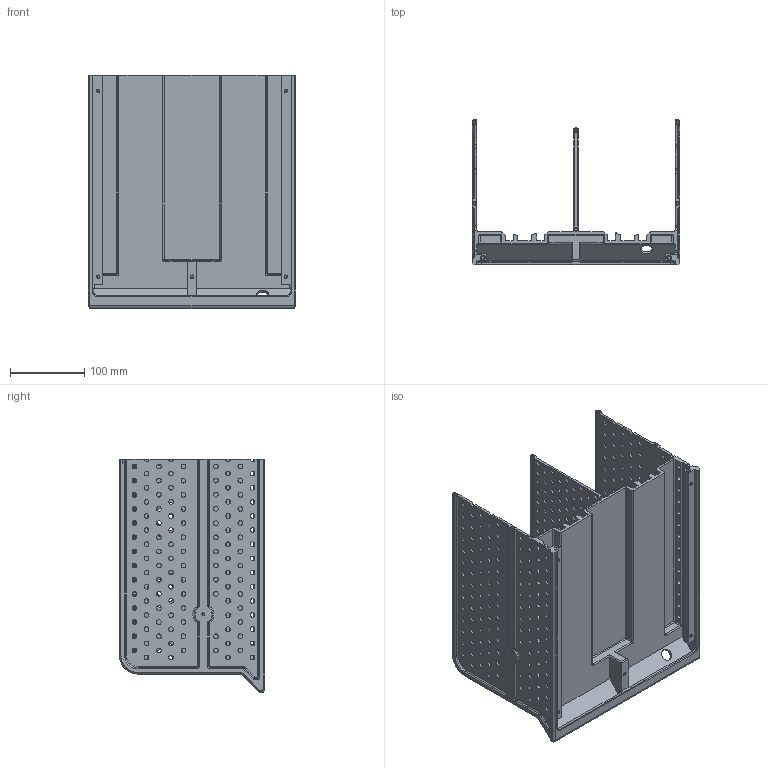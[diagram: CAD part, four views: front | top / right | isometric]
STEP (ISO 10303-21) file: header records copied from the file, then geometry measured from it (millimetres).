
FILE_DESCRIPTION (( 'STEP AP203' ), '1' );
FILE_NAME ('CARRIAGE_HOUSING-B_26MAR2019.STEP', '2019-03-26T18:59:53', ( 'GCX' ), ( 'Microsoft' ), 'SwSTEP 2.0', 'SolidWorks 2018', '' );
FILE_SCHEMA (( 'CONFIG_CONTROL_DESIGN' ));
Products named in the file (1): CARRIAGE_HOUSING-B_26MAR2019
Bounding box: 279.4 x 195.89 x 313.91 mm (x, y, z)
Volume: 1105983.4 mm3; surface area: 560963.8 mm2
Topology: 1 solids, 1 shells, 1392 faces, 4071 edges, 2606 vertices
Faces by surface type: cylinder 1067, plane 155, torus 114, sphere 26, cone 18, bspline 12
Entity records: 49991 total; most frequent: CARTESIAN_POINT 9704, DIRECTION 9042, ORIENTED_EDGE 8090, EDGE_CURVE 4045, AXIS2_PLACEMENT_3D 3740, VERTEX_POINT 2606, CIRCLE 2359, EDGE_LOOP 2159
